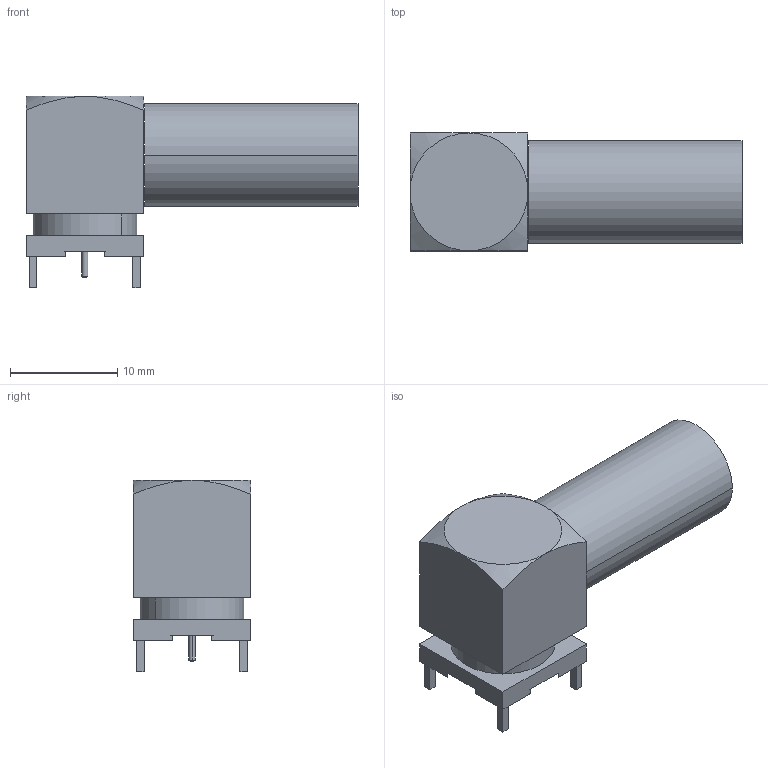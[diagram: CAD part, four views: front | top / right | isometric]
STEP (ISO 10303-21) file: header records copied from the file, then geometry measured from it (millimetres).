
FILE_DESCRIPTION((''),'2;1');
FILE_NAME('112659-75-10','2015-06-10T',('Rajagopal'),(''),'PRO/ENGINEER BY PARAMETRIC TECHNOLOGY CORPORATION, 2014440','PRO/ENGINEER BY PARAMETRIC TECHNOLOGY CORPORATION, 2014440','');
FILE_SCHEMA(('CONFIG_CONTROL_DESIGN'));
Length unit declared in the file: millimetre
Products named in the file (1): 112659-75-10
Bounding box: 31 x 11 x 17.9 mm (x, y, z)
Surface area: 1868.7 mm2 (no closed solid volume)
Topology: 0 solids, 6 shells, 80 faces, 228 edges, 157 vertices
Faces by surface type: plane 46, cone 20, cylinder 14
Entity records: 2700 total; most frequent: CARTESIAN_POINT 567, DIRECTION 450, ORIENTED_EDGE 388, EDGE_CURVE 226, AXIS2_PLACEMENT_3D 160, VERTEX_POINT 157, VECTOR 130, LINE 130
